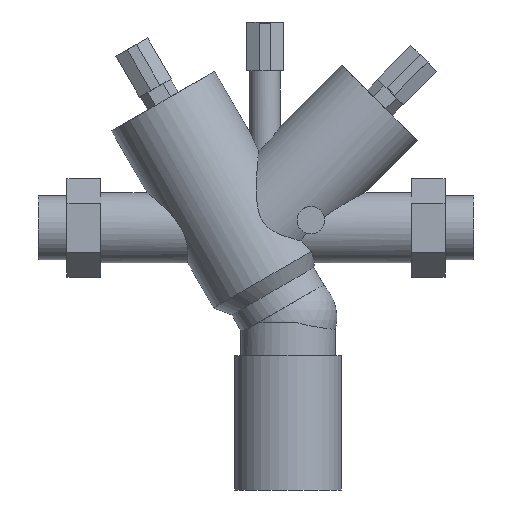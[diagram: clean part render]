
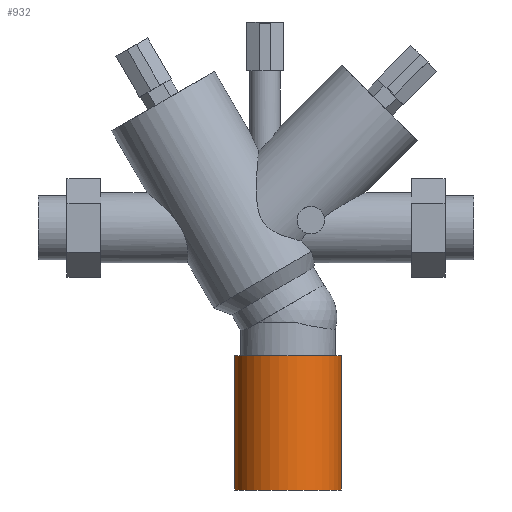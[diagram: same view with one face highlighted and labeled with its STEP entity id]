
A CAD part, front view. The second image highlights one B-rep face of the part: STEP entity #932.
In plain terms, the highlighted cylindrical face has radius 35 mm (diameter 70 mm), a partial arc.
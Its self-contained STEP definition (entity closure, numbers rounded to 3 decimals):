
#910=VERTEX_POINT('',#2133);
#912=VERTEX_POINT('',#2135);
#932=ADVANCED_FACE('',(#2155),#2156,.T.);
#962=EDGE_CURVE('',#1186,#1180,#2191,.T.);
#1180=VERTEX_POINT('',#2435);
#1186=VERTEX_POINT('',#2442);
#1594=EDGE_CURVE('',#1186,#912,#2885,.T.);
#1740=EDGE_CURVE('',#910,#912,#3056,.T.);
#1782=EDGE_CURVE('',#910,#1180,#3104,.T.);
#2133=CARTESIAN_POINT('',(-20.0,0.0,-84.0));
#2135=CARTESIAN_POINT('',(-20.0,0.0,-172.0));
#2155=FACE_OUTER_BOUND('',#3730,.T.);
#2156=CYLINDRICAL_SURFACE('',#3731,35.0);
#2191=LINE('',#3780,#3781);
#2435=CARTESIAN_POINT('',(50.0,0.,-84.0));
#2442=CARTESIAN_POINT('',(50.0,0.,-172.0));
#2885=CIRCLE('',#7506,35.0);
#3056=LINE('',#7862,#7863);
#3104=CIRCLE('',#7928,35.0);
#3730=EDGE_LOOP('',(#10075,#10076,#10077,#10078));
#3731=AXIS2_PLACEMENT_3D('',#10079,#10080,#10081);
#3780=CARTESIAN_POINT('',(50.0,0.,-128.0));
#3781=VECTOR('',#10142,1.0);
#7506=AXIS2_PLACEMENT_3D('',#10874,#10875,#10876);
#7862=CARTESIAN_POINT('',(-20.0,0.,-128.0));
#7863=VECTOR('',#11103,1.0);
#7928=AXIS2_PLACEMENT_3D('',#11160,#11161,#11162);
#10075=ORIENTED_EDGE('',*,*,#1740,.T.);
#10076=ORIENTED_EDGE('',*,*,#1594,.F.);
#10077=ORIENTED_EDGE('',*,*,#962,.T.);
#10078=ORIENTED_EDGE('',*,*,#1782,.F.);
#10079=CARTESIAN_POINT('',(15.0,0.0,-128.0));
#10080=DIRECTION('',(0.0,0.0,1.0));
#10081=DIRECTION('',(-1.0,0.0,0.0));
#10142=DIRECTION('',(0.0,0.0,1.0));
#10874=CARTESIAN_POINT('',(15.0,0.0,-172.0));
#10875=DIRECTION('',(0.0,0.0,-1.0));
#10876=DIRECTION('',(-1.0,0.0,0.0));
#11103=DIRECTION('',(0.0,0.0,-1.0));
#11160=CARTESIAN_POINT('',(15.0,0.0,-84.0));
#11161=DIRECTION('',(0.0,0.0,1.0));
#11162=DIRECTION('',(-1.0,0.0,0.0));
